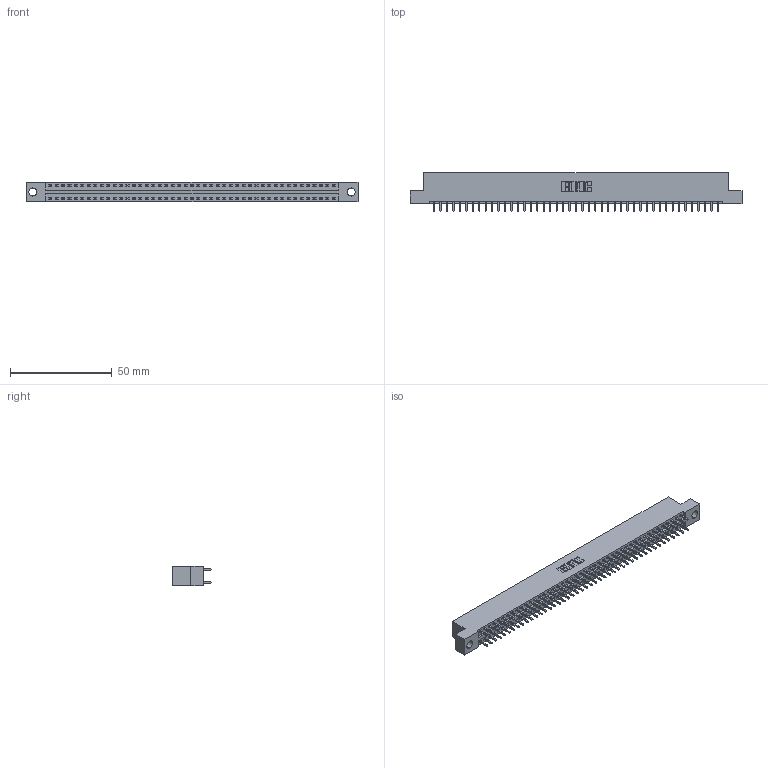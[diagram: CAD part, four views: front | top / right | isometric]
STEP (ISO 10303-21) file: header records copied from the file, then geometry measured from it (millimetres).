
FILE_DESCRIPTION (( 'STEP AP203' ), '1' );
FILE_NAME ('346-090-521-204.STEP', '2022-05-26T03:16:41', ( '' ), ( '' ), 'SwSTEP 2.0', 'SolidWorks 2020', '' );
FILE_SCHEMA (( 'CONFIG_CONTROL_DESIGN' ));
Length unit declared in the file: inch
Products named in the file (3): 346-090-521-204; 345-292-001_345-293-121; 346 Part_Flush Mounting Lugs - 0.156 Dia-TH
Assembly tree (91 placements, depth 2):
  346-090-521-204
    346 Part_Flush Mounting Lugs - 0.156 Dia-TH
    345-292-001_345-293-121  x90
Bounding box: 163.45 x 19.05 x 9.4 mm (x, y, z)
Volume: 15818.9 mm3; surface area: 21391.9 mm2
Topology: 91 solids, 91 shells, 4816 faces, 14315 edges, 9422 vertices
Faces by surface type: plane 3240, cylinder 1576
Entity records: 29401 total; most frequent: CARTESIAN_POINT 4846, ORIENTED_EDGE 4778, DIRECTION 4321, EDGE_CURVE 2389, VECTOR 2077, LINE 2077, VERTEX_POINT 1590, AXIS2_PLACEMENT_3D 1122
